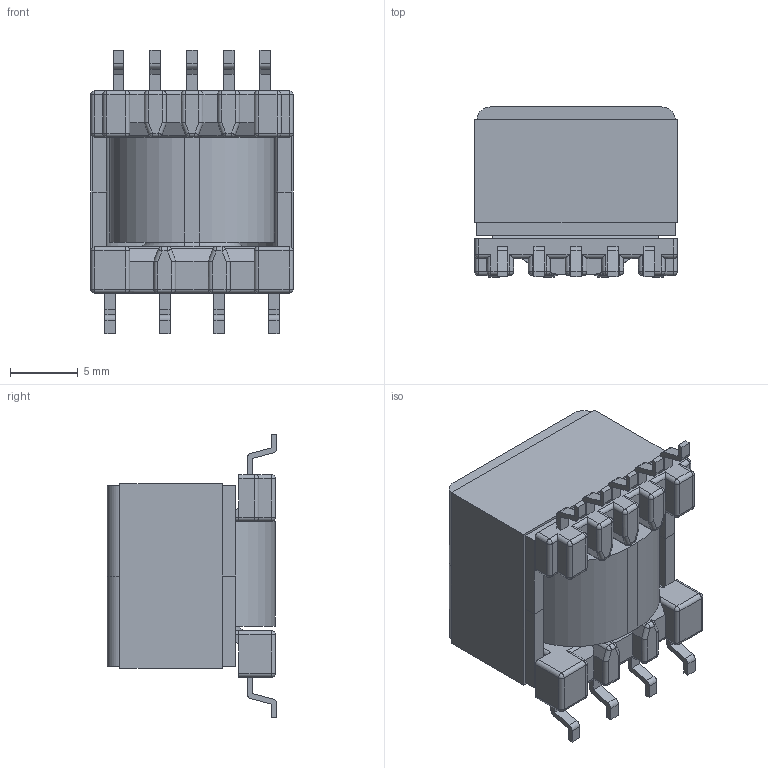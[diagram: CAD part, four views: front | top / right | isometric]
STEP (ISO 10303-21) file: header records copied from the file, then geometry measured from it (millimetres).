
FILE_DESCRIPTION (( 'STEP AP214' ), '1' );
FILE_NAME ('EPW15S_6782.STEP', '2019-01-31T20:14:09', ( '' ), ( '' ), 'SwSTEP 2.0', 'SolidWorks 2017', '' );
FILE_SCHEMA (( 'AUTOMOTIVE_DESIGN' ));
Length unit declared in the file: inch
Products named in the file (5): 440-8277-3102; 150-3102_6A; 070-6384_coil; 070-6782_6A; EPW15S_6782
Assembly tree (5 placements, depth 2):
  EPW15S_6782
    070-6782_6A
    070-6384_coil
    150-3102_6A  x2
    440-8277-3102
Bounding box: 15.01 x 12.57 x 20.99 mm (x, y, z)
Volume: 2223.3 mm3; surface area: 4021.7 mm2
Topology: 5 solids, 5 shells, 440 faces, 1111 edges, 654 vertices
Faces by surface type: plane 223, cylinder 161, sphere 40, torus 12, bspline 4
Entity records: 13855 total; most frequent: CARTESIAN_POINT 2387, ORIENTED_EDGE 2058, DIRECTION 2048, EDGE_CURVE 1029, VECTOR 714, LINE 714, AXIS2_PLACEMENT_3D 667, VERTEX_POINT 626
